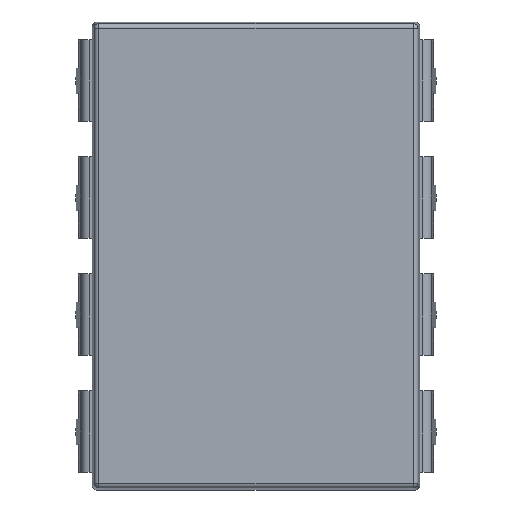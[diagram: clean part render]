
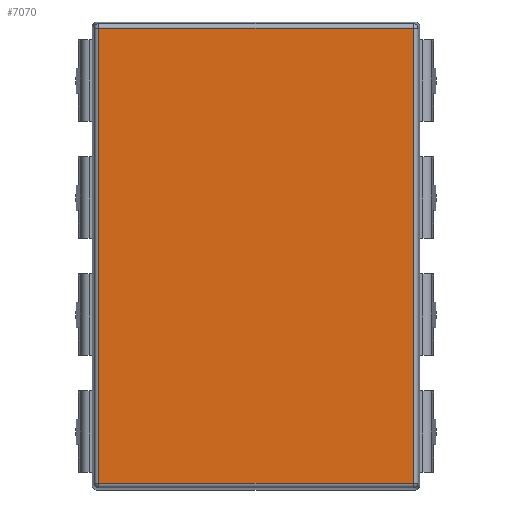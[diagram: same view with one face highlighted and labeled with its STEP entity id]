
A CAD part, top view. The second image highlights one B-rep face of the part: STEP entity #7070.
In plain terms, the highlighted planar face has unit normal (0, 0, 1).
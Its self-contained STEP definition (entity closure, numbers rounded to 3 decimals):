
#15 = ORIENTED_EDGE ( 'NONE', *, *, #549, .T. ) ;
#272 = PLANE ( 'NONE',  #6700 ) ;
#300 = DIRECTION ( 'NONE',  ( -1., 0., 0. ) ) ;
#316 = CARTESIAN_POINT ( 'NONE',  ( 3.415, 5.039, 4.95 ) ) ;
#549 = EDGE_CURVE ( 'NONE', #4237, #3641, #6879, .T. ) ;
#769 = ORIENTED_EDGE ( 'NONE', *, *, #4382, .T. ) ;
#1072 = EDGE_LOOP ( 'NONE', ( #7270, #769, #15, #1732 ) ) ;
#1722 = EDGE_CURVE ( 'NONE', #6759, #2250, #6632, .T. ) ;
#1732 = ORIENTED_EDGE ( 'NONE', *, *, #4025, .T. ) ;
#2250 = VERTEX_POINT ( 'NONE', #6492 ) ;
#3133 = DIRECTION ( 'NONE',  ( 1., 0., 0. ) ) ;
#3223 = CARTESIAN_POINT ( 'NONE',  ( 0., 0., 4.95 ) ) ;
#3239 = VECTOR ( 'NONE', #3449, 1000. ) ;
#3360 = DIRECTION ( 'NONE',  ( 0., 1., 0. ) ) ;
#3449 = DIRECTION ( 'NONE',  ( -1., 0., 0. ) ) ;
#3641 = VERTEX_POINT ( 'NONE', #3717 ) ;
#3717 = CARTESIAN_POINT ( 'NONE',  ( 3.415, 4.94, 4.95 ) ) ;
#3749 = DIRECTION ( 'NONE',  ( 0., -1., 0. ) ) ;
#3992 = FACE_OUTER_BOUND ( 'NONE', #1072, .T. ) ;
#4025 = EDGE_CURVE ( 'NONE', #3641, #6759, #5184, .T. ) ;
#4065 = CARTESIAN_POINT ( 'NONE',  ( -3.415, 4.94, 4.95 ) ) ;
#4237 = VERTEX_POINT ( 'NONE', #5858 ) ;
#4290 = VECTOR ( 'NONE', #3133, 1000. ) ;
#4382 = EDGE_CURVE ( 'NONE', #2250, #4237, #5958, .T. ) ;
#5150 = VECTOR ( 'NONE', #3749, 1000. ) ;
#5170 = CARTESIAN_POINT ( 'NONE',  ( -3.514, 4.94, 4.95 ) ) ;
#5184 = LINE ( 'NONE', #5170, #3239 ) ;
#5858 = CARTESIAN_POINT ( 'NONE',  ( 3.415, -4.94, 4.95 ) ) ;
#5926 = CARTESIAN_POINT ( 'NONE',  ( 3.514, -4.94, 4.95 ) ) ;
#5958 = LINE ( 'NONE', #5926, #4290 ) ;
#6492 = CARTESIAN_POINT ( 'NONE',  ( -3.415, -4.94, 4.95 ) ) ;
#6632 = LINE ( 'NONE', #7094, #5150 ) ;
#6700 = AXIS2_PLACEMENT_3D ( 'NONE', #3223, #7104, #300 ) ;
#6759 = VERTEX_POINT ( 'NONE', #4065 ) ;
#6879 = LINE ( 'NONE', #316, #7305 ) ;
#7070 = ADVANCED_FACE ( 'NONE', ( #3992 ), #272, .F. ) ;
#7094 = CARTESIAN_POINT ( 'NONE',  ( -3.415, -5.039, 4.95 ) ) ;
#7104 = DIRECTION ( 'NONE',  ( 0., 0., -1. ) ) ;
#7270 = ORIENTED_EDGE ( 'NONE', *, *, #1722, .T. ) ;
#7305 = VECTOR ( 'NONE', #3360, 1000. ) ;
